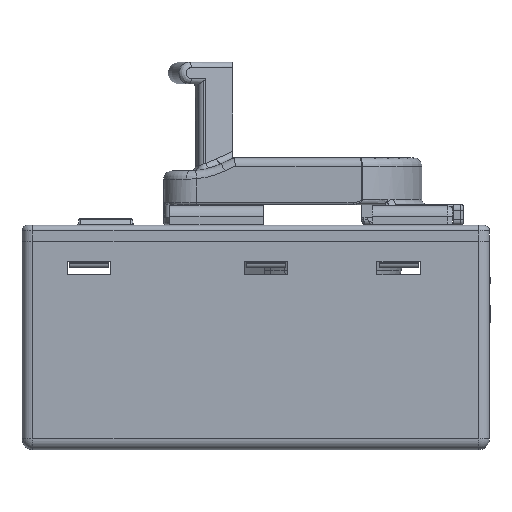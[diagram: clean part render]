
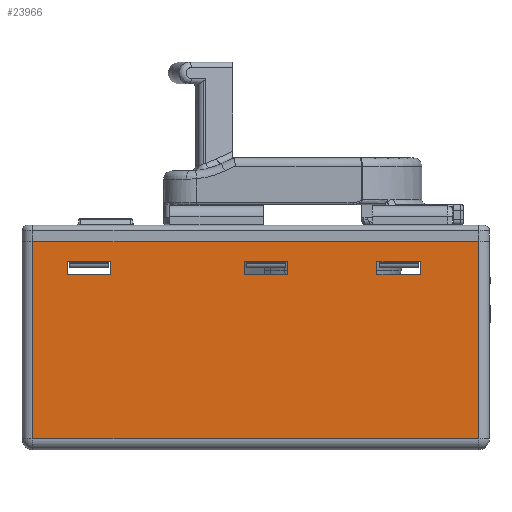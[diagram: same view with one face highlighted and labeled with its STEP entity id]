
A CAD part, left-side view. The second image highlights one B-rep face of the part: STEP entity #23966.
In plain terms, the highlighted planar face has unit normal (-1, 0, 0).
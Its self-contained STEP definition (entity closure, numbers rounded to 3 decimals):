
#634 = EDGE_CURVE ( 'NONE', #18321, #5342, #11092, .T. ) ;
#750 = VECTOR ( 'NONE', #20042, 1000. ) ;
#821 = DIRECTION ( 'NONE',  ( 0., 1., 0. ) ) ;
#944 = CARTESIAN_POINT ( 'NONE',  ( -12.7, 20.5, 10.65 ) ) ;
#999 = EDGE_CURVE ( 'NONE', #18631, #9335, #9829, .T. ) ;
#1510 = EDGE_CURVE ( 'NONE', #18321, #4453, #7589, .T. ) ;
#1897 = DIRECTION ( 'NONE',  ( 0., -1., 0. ) ) ;
#1933 = CARTESIAN_POINT ( 'NONE',  ( -12.7, 28.65, -5.65 ) ) ;
#1986 = LINE ( 'NONE', #4583, #2190 ) ;
#2085 = VERTEX_POINT ( 'NONE', #19095 ) ;
#2143 = DIRECTION ( 'NONE',  ( 0., 0., 1. ) ) ;
#2182 = CARTESIAN_POINT ( 'NONE',  ( -12.7, -8., 10.65 ) ) ;
#2190 = VECTOR ( 'NONE', #4517, 1000. ) ;
#2233 = CARTESIAN_POINT ( 'NONE',  ( -12.7, -8., 10.65 ) ) ;
#2245 = VERTEX_POINT ( 'NONE', #17706 ) ;
#2771 = EDGE_CURVE ( 'NONE', #18074, #2085, #3542, .T. ) ;
#3198 = CARTESIAN_POINT ( 'NONE',  ( -12.7, 4.2, 9.45 ) ) ;
#3290 = DIRECTION ( 'NONE',  ( 0., 1., 0. ) ) ;
#3352 = DIRECTION ( 'NONE',  ( 0., 1., 0. ) ) ;
#3364 = DIRECTION ( 'NONE',  ( 1., 0., 0. ) ) ;
#3387 = PLANE ( 'NONE',  #10449 ) ;
#3408 = VECTOR ( 'NONE', #10190, 1000. ) ;
#3423 = DIRECTION ( 'NONE',  ( 0., -1., 0. ) ) ;
#3519 = CARTESIAN_POINT ( 'NONE',  ( -12.7, 20.5, 10.65 ) ) ;
#3542 = LINE ( 'NONE', #10721, #3408 ) ;
#3814 = CARTESIAN_POINT ( 'NONE',  ( -12.7, 28.65, -5.2 ) ) ;
#3868 = ORIENTED_EDGE ( 'NONE', *, *, #24124, .F. ) ;
#3920 = EDGE_CURVE ( 'NONE', #2245, #7425, #25925, .T. ) ;
#4000 = LINE ( 'NONE', #5054, #4161 ) ;
#4161 = VECTOR ( 'NONE', #4230, 1000. ) ;
#4230 = DIRECTION ( 'NONE',  ( 0., 1., 0. ) ) ;
#4267 = LINE ( 'NONE', #12139, #4984 ) ;
#4433 = CARTESIAN_POINT ( 'NONE',  ( -12.7, -4., 9.45 ) ) ;
#4453 = VERTEX_POINT ( 'NONE', #17906 ) ;
#4458 = CARTESIAN_POINT ( 'NONE',  ( -12.7, 4.2, 10.65 ) ) ;
#4517 = DIRECTION ( 'NONE',  ( 0., 0., 1. ) ) ;
#4583 = CARTESIAN_POINT ( 'NONE',  ( -12.7, -4., 10.65 ) ) ;
#4770 = ORIENTED_EDGE ( 'NONE', *, *, #5780, .T. ) ;
#4984 = VECTOR ( 'NONE', #3423, 1000. ) ;
#5054 = CARTESIAN_POINT ( 'NONE',  ( -12.7, -8., 10.65 ) ) ;
#5342 = VERTEX_POINT ( 'NONE', #4458 ) ;
#5345 = CARTESIAN_POINT ( 'NONE',  ( -12.7, 24.5, 9.45 ) ) ;
#5658 = CARTESIAN_POINT ( 'NONE',  ( -12.7, 24.5, 10.65 ) ) ;
#5780 = EDGE_CURVE ( 'NONE', #4453, #9657, #14700, .T. ) ;
#5993 = LINE ( 'NONE', #1933, #11741 ) ;
#6803 = CARTESIAN_POINT ( 'NONE',  ( -12.7, 4.2, 10.65 ) ) ;
#6838 = DIRECTION ( 'NONE',  ( 0., 0., 1. ) ) ;
#7368 = VECTOR ( 'NONE', #20067, 1000. ) ;
#7412 = CARTESIAN_POINT ( 'NONE',  ( -12.7, 8.2, 10.65 ) ) ;
#7418 = DIRECTION ( 'NONE',  ( 0., 0., 1. ) ) ;
#7425 = VERTEX_POINT ( 'NONE', #5345 ) ;
#7430 = CARTESIAN_POINT ( 'NONE',  ( -12.7, 20.5, 10.65 ) ) ;
#7453 = VECTOR ( 'NONE', #11154, 1000. ) ;
#7464 = VECTOR ( 'NONE', #3290, 1000. ) ;
#7487 = EDGE_CURVE ( 'NONE', #9335, #10506, #4000, .T. ) ;
#7512 = DIRECTION ( 'NONE',  ( 0., 0., 1. ) ) ;
#7589 = LINE ( 'NONE', #3198, #7464 ) ;
#7760 = VECTOR ( 'NONE', #821, 1000. ) ;
#9254 = VERTEX_POINT ( 'NONE', #3519 ) ;
#9335 = VERTEX_POINT ( 'NONE', #2233 ) ;
#9657 = VERTEX_POINT ( 'NONE', #24696 ) ;
#9678 = VECTOR ( 'NONE', #2143, 1000. ) ;
#9829 = LINE ( 'NONE', #2182, #9678 ) ;
#10131 = LINE ( 'NONE', #11642, #7453 ) ;
#10190 = DIRECTION ( 'NONE',  ( 0., 0., 1. ) ) ;
#10449 = AXIS2_PLACEMENT_3D ( 'NONE', #3814, #3364, #3352 ) ;
#10506 = VERTEX_POINT ( 'NONE', #21739 ) ;
#10721 = CARTESIAN_POINT ( 'NONE',  ( -12.7, -13.35, -5.2 ) ) ;
#11067 = VECTOR ( 'NONE', #6838, 1000. ) ;
#11089 = EDGE_LOOP ( 'NONE', ( #21626, #21641, #21720, #4770 ) ) ;
#11092 = LINE ( 'NONE', #6803, #11067 ) ;
#11154 = DIRECTION ( 'NONE',  ( 0., 1., 0. ) ) ;
#11642 = CARTESIAN_POINT ( 'NONE',  ( -12.7, -8., 9.45 ) ) ;
#11741 = VECTOR ( 'NONE', #1897, 1000. ) ;
#12037 = LINE ( 'NONE', #20125, #750 ) ;
#12139 = CARTESIAN_POINT ( 'NONE',  ( -12.7, 28.65, 12.5 ) ) ;
#12610 = DIRECTION ( 'NONE',  ( 0., 1., 0. ) ) ;
#12636 = CARTESIAN_POINT ( 'NONE',  ( -12.7, 20.5, 9.45 ) ) ;
#12935 = VERTEX_POINT ( 'NONE', #25249 ) ;
#13073 = VERTEX_POINT ( 'NONE', #23721 ) ;
#13732 = EDGE_CURVE ( 'NONE', #18631, #22099, #10131, .T. ) ;
#14276 = EDGE_CURVE ( 'NONE', #13073, #18074, #5993, .T. ) ;
#14532 = VECTOR ( 'NONE', #7418, 1000. ) ;
#14700 = LINE ( 'NONE', #7412, #14532 ) ;
#17226 = CARTESIAN_POINT ( 'NONE',  ( -12.7, -8., 9.45 ) ) ;
#17293 = EDGE_CURVE ( 'NONE', #22099, #10506, #1986, .T. ) ;
#17706 = CARTESIAN_POINT ( 'NONE',  ( -12.7, 20.5, 9.45 ) ) ;
#17906 = CARTESIAN_POINT ( 'NONE',  ( -12.7, 8.2, 9.45 ) ) ;
#18074 = VERTEX_POINT ( 'NONE', #24430 ) ;
#18096 = FACE_OUTER_BOUND ( 'NONE', #22084, .T. ) ;
#18185 = FACE_BOUND ( 'NONE', #22605, .T. ) ;
#18321 = VERTEX_POINT ( 'NONE', #22218 ) ;
#18631 = VERTEX_POINT ( 'NONE', #17226 ) ;
#18686 = FACE_BOUND ( 'NONE', #22857, .T. ) ;
#18783 = FACE_BOUND ( 'NONE', #11089, .T. ) ;
#19095 = CARTESIAN_POINT ( 'NONE',  ( -12.7, -13.35, 12.5 ) ) ;
#19145 = VECTOR ( 'NONE', #20522, 1000. ) ;
#19344 = LINE ( 'NONE', #23830, #7368 ) ;
#19936 = LINE ( 'NONE', #20844, #19145 ) ;
#20012 = EDGE_CURVE ( 'NONE', #5342, #9657, #19936, .T. ) ;
#20042 = DIRECTION ( 'NONE',  ( 0., 0., -1. ) ) ;
#20067 = DIRECTION ( 'NONE',  ( 0., 0., 1. ) ) ;
#20125 = CARTESIAN_POINT ( 'NONE',  ( -12.7, 27.65, -5.2 ) ) ;
#20234 = EDGE_CURVE ( 'NONE', #2245, #9254, #20597, .T. ) ;
#20522 = DIRECTION ( 'NONE',  ( 0., 1., 0. ) ) ;
#20597 = LINE ( 'NONE', #7430, #20802 ) ;
#20802 = VECTOR ( 'NONE', #7512, 1000. ) ;
#20844 = CARTESIAN_POINT ( 'NONE',  ( -12.7, 4.2, 10.65 ) ) ;
#20849 = ORIENTED_EDGE ( 'NONE', *, *, #999, .F. ) ;
#21131 = ORIENTED_EDGE ( 'NONE', *, *, #20234, .F. ) ;
#21399 = ORIENTED_EDGE ( 'NONE', *, *, #3920, .T. ) ;
#21500 = ORIENTED_EDGE ( 'NONE', *, *, #23096, .T. ) ;
#21626 = ORIENTED_EDGE ( 'NONE', *, *, #20012, .F. ) ;
#21641 = ORIENTED_EDGE ( 'NONE', *, *, #634, .F. ) ;
#21720 = ORIENTED_EDGE ( 'NONE', *, *, #1510, .T. ) ;
#21739 = CARTESIAN_POINT ( 'NONE',  ( -12.7, -4., 10.65 ) ) ;
#21822 = ORIENTED_EDGE ( 'NONE', *, *, #7487, .F. ) ;
#21886 = LINE ( 'NONE', #944, #7760 ) ;
#22084 = EDGE_LOOP ( 'NONE', ( #22407, #22717, #22890, #23151 ) ) ;
#22099 = VERTEX_POINT ( 'NONE', #4433 ) ;
#22155 = ORIENTED_EDGE ( 'NONE', *, *, #13732, .T. ) ;
#22218 = CARTESIAN_POINT ( 'NONE',  ( -12.7, 4.2, 9.45 ) ) ;
#22249 = ORIENTED_EDGE ( 'NONE', *, *, #17293, .T. ) ;
#22407 = ORIENTED_EDGE ( 'NONE', *, *, #14276, .T. ) ;
#22605 = EDGE_LOOP ( 'NONE', ( #3868, #21131, #21399, #21500 ) ) ;
#22717 = ORIENTED_EDGE ( 'NONE', *, *, #2771, .T. ) ;
#22857 = EDGE_LOOP ( 'NONE', ( #21822, #20849, #22155, #22249 ) ) ;
#22890 = ORIENTED_EDGE ( 'NONE', *, *, #26112, .F. ) ;
#23096 = EDGE_CURVE ( 'NONE', #7425, #25614, #19344, .T. ) ;
#23098 = EDGE_CURVE ( 'NONE', #12935, #13073, #12037, .T. ) ;
#23151 = ORIENTED_EDGE ( 'NONE', *, *, #23098, .T. ) ;
#23721 = CARTESIAN_POINT ( 'NONE',  ( -12.7, 27.65, -5.65 ) ) ;
#23830 = CARTESIAN_POINT ( 'NONE',  ( -12.7, 24.5, 10.65 ) ) ;
#23966 = ADVANCED_FACE ( 'NONE', ( #18185, #18783, #18686, #18096 ), #3387, .F. ) ;
#24124 = EDGE_CURVE ( 'NONE', #9254, #25614, #21886, .T. ) ;
#24430 = CARTESIAN_POINT ( 'NONE',  ( -12.7, -13.35, -5.65 ) ) ;
#24696 = CARTESIAN_POINT ( 'NONE',  ( -12.7, 8.2, 10.65 ) ) ;
#25249 = CARTESIAN_POINT ( 'NONE',  ( -12.7, 27.65, 12.5 ) ) ;
#25614 = VERTEX_POINT ( 'NONE', #5658 ) ;
#25899 = VECTOR ( 'NONE', #12610, 1000. ) ;
#25925 = LINE ( 'NONE', #12636, #25899 ) ;
#26112 = EDGE_CURVE ( 'NONE', #12935, #2085, #4267, .T. ) ;
